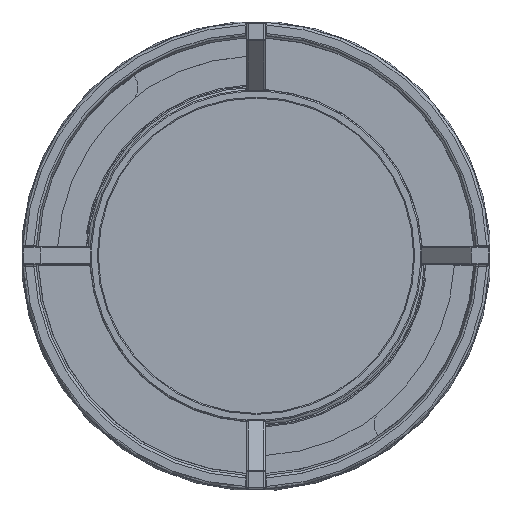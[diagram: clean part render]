
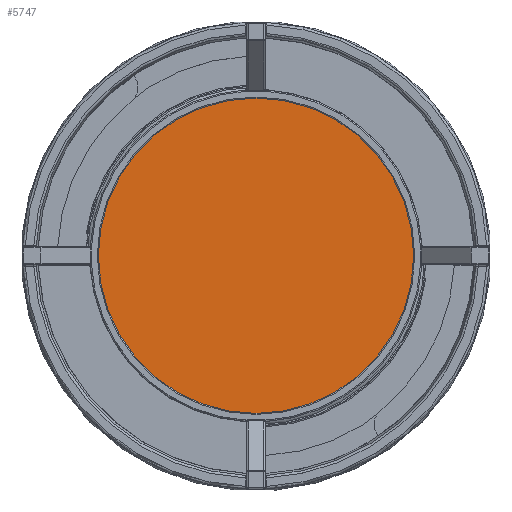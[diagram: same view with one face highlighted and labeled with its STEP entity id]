
A CAD part, top view. The second image highlights one B-rep face of the part: STEP entity #5747.
In plain terms, the highlighted planar face has unit normal (0, 0, 1).
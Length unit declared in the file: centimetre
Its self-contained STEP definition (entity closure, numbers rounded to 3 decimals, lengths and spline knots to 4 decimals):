
#515=PLANE('',#6445);
#870=FACE_OUTER_BOUND('',#1243,.T.);
#1243=EDGE_LOOP('',(#5260));
#2156=CIRCLE('',#6443,60.75);
#2685=VERTEX_POINT('',#16051);
#3552=EDGE_CURVE('',#2685,#2685,#2156,.T.);
#5260=ORIENTED_EDGE('',*,*,#3552,.F.);
#5747=ADVANCED_FACE('',(#870),#515,.F.);
#6443=AXIS2_PLACEMENT_3D('',#16052,#8073,#8074);
#6445=AXIS2_PLACEMENT_3D('',#16055,#8078,#8079);
#8073=DIRECTION('center_axis',(0.,0.,-1.));
#8074=DIRECTION('ref_axis',(1.,0.,0.));
#8078=DIRECTION('center_axis',(0.,0.,-1.));
#8079=DIRECTION('ref_axis',(-1.,0.,0.));
#16051=CARTESIAN_POINT('',(1106.5877,309.2505,12.56));
#16052=CARTESIAN_POINT('Origin',(1167.3377,309.2505,12.56));
#16055=CARTESIAN_POINT('Origin',(1167.3377,309.2505,12.56));
